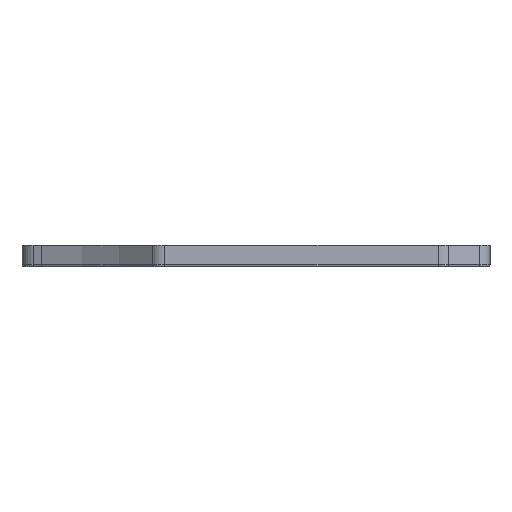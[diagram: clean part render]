
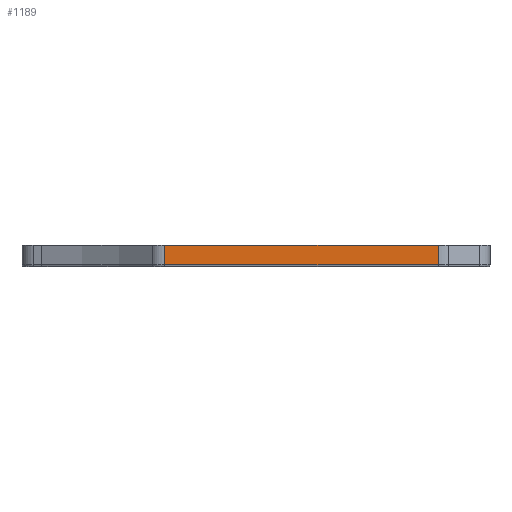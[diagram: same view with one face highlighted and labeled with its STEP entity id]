
A CAD part, left-side view. The second image highlights one B-rep face of the part: STEP entity #1189.
In plain terms, the highlighted planar face has unit normal (-1, 0, 0).
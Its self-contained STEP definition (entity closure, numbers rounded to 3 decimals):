
#46=PLANE('',#1379);
#77=LINE('',#1947,#141);
#100=LINE('',#2206,#164);
#103=LINE('',#2228,#167);
#104=LINE('',#2230,#168);
#141=VECTOR('',#1529,10.);
#164=VECTOR('',#1740,10.);
#167=VECTOR('',#1773,10.);
#168=VECTOR('',#1776,10.);
#275=FACE_OUTER_BOUND('',#361,.T.);
#361=EDGE_LOOP('',(#1055,#1056,#1057,#1058));
#529=VERTEX_POINT('',#1944);
#530=VERTEX_POINT('',#1946);
#575=VERTEX_POINT('',#2200);
#576=VERTEX_POINT('',#2204);
#648=EDGE_CURVE('',#529,#530,#77,.T.);
#732=EDGE_CURVE('',#575,#576,#100,.T.);
#743=EDGE_CURVE('',#530,#576,#103,.T.);
#744=EDGE_CURVE('',#575,#529,#104,.T.);
#1055=ORIENTED_EDGE('',*,*,#732,.T.);
#1056=ORIENTED_EDGE('',*,*,#743,.F.);
#1057=ORIENTED_EDGE('',*,*,#648,.F.);
#1058=ORIENTED_EDGE('',*,*,#744,.F.);
#1189=ADVANCED_FACE('',(#275),#46,.F.);
#1379=AXIS2_PLACEMENT_3D('',#2229,#1774,#1775);
#1529=DIRECTION('',(0.,-1.,0.));
#1740=DIRECTION('',(0.,-1.,0.));
#1773=DIRECTION('',(0.,0.,-1.));
#1774=DIRECTION('center_axis',(1.,0.,0.));
#1775=DIRECTION('ref_axis',(0.,1.,0.));
#1776=DIRECTION('',(0.,0.,1.));
#1944=CARTESIAN_POINT('',(-24.449,112.012,2.5));
#1946=CARTESIAN_POINT('',(-24.449,80.101,2.5));
#1947=CARTESIAN_POINT('',(-24.449,83.495,2.5));
#2200=CARTESIAN_POINT('',(-24.449,112.012,0.2));
#2204=CARTESIAN_POINT('',(-24.449,80.101,0.2));
#2206=CARTESIAN_POINT('',(-24.449,88.006,0.2));
#2228=CARTESIAN_POINT('',(-24.449,80.101,2.5));
#2229=CARTESIAN_POINT('Origin',(-24.449,82.784,0.));
#2230=CARTESIAN_POINT('',(-24.449,112.012,0.));
